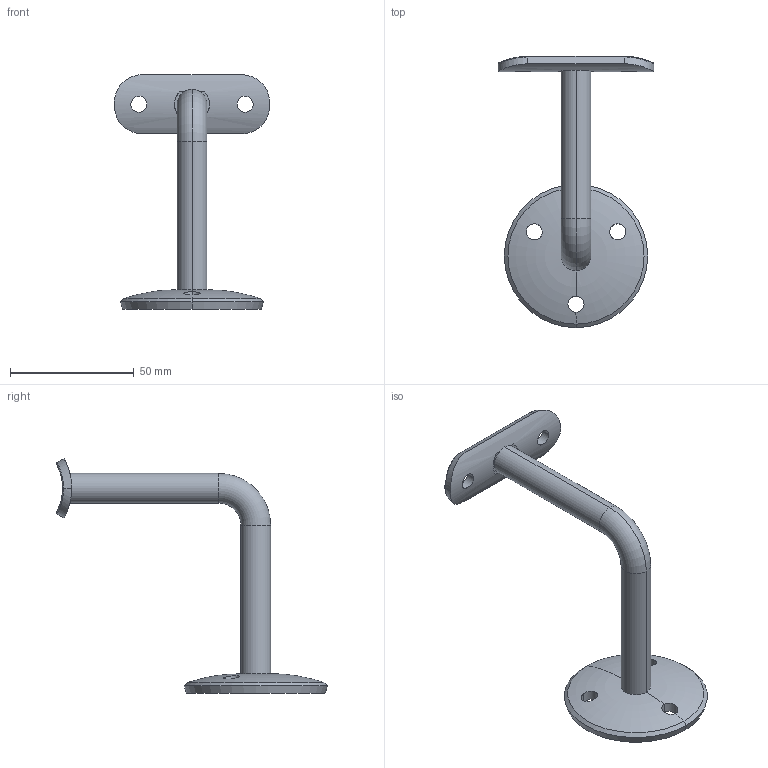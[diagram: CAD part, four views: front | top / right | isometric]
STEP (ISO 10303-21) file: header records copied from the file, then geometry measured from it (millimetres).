
FILE_DESCRIPTION (( 'STEP AP203' ), '1' );
FILE_NAME ('50210-240.STEP', '2020-09-16T13:40:02', ( '' ), ( '' ), 'SwSTEP 2.0', 'SolidWorks 2018', '' );
FILE_SCHEMA (( 'CONFIG_CONTROL_DESIGN' ));
Length unit declared in the file: millimetre
Products named in the file (12): 50210-240 Teil3; 50210-240; DIN-7991 M3-M10; 50210-240 Teil2; 50210-240 Teil3_50210-240 Teil3; 50210-240 Teil1_50210-240 Teil1; 50210-240 Teil1; 50210-240 Teil2_50210-240 Teil2; DIN-7991 M3-M10_DIN7991 M6x12; DIN-7991 M3-M10_DIN7991 M6x16
Assembly tree (6 placements, depth 2):
  50210-240 Teil3
  50210-240
    50210-240 Teil1_50210-240 Teil1
    50210-240 Teil2_50210-240 Teil2
    50210-240 Teil3_50210-240 Teil3
    DIN-7991 M3-M10_DIN7991 M6x12
    DIN-7991 M3-M10_DIN7991 M6x16
  50210-240
    DIN-7991 M3-M10
  DIN-7991 M3-M10
  50210-240 Teil2
Bounding box: 63 x 109.65 x 95 mm (x, y, z)
Volume: 30211.1 mm3; surface area: 16405.2 mm2
Topology: 5 solids, 5 shells, 326 faces, 822 edges, 524 vertices
Faces by surface type: plane 128, bspline 99, cylinder 41, torus 30, cone 28
Entity records: 16646 total; most frequent: CARTESIAN_POINT 8808, ORIENTED_EDGE 1626, DIRECTION 953, EDGE_CURVE 813, VERTEX_POINT 522, B_SPLINE_CURVE_WITH_KNOTS 420, EDGE_LOOP 365, FACE_OUTER_BOUND 326
